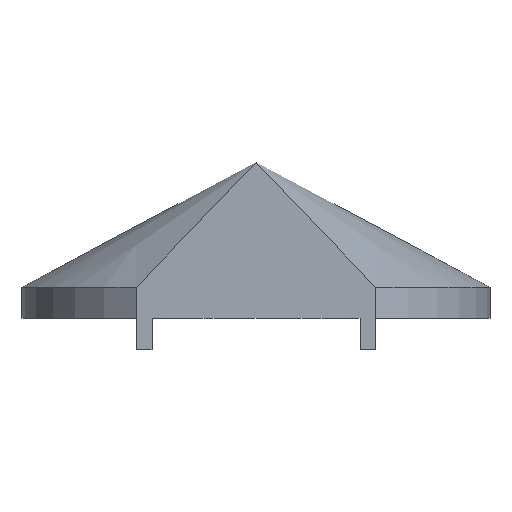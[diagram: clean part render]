
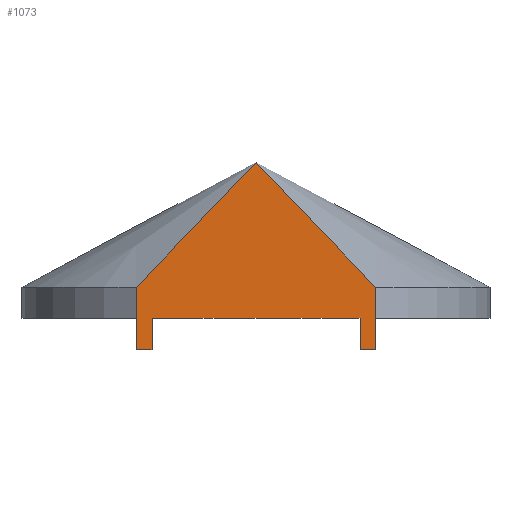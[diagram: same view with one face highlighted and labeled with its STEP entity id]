
A CAD part, front view. The second image highlights one B-rep face of the part: STEP entity #1073.
In plain terms, the highlighted planar face has unit normal (0, -1, 0).
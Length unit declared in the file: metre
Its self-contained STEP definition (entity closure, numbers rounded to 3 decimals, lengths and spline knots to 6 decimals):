
#232=ORIENTED_EDGE('',*,*,#501,.F.);
#233=ORIENTED_EDGE('',*,*,#506,.T.);
#234=ORIENTED_EDGE('',*,*,#463,.T.);
#235=ORIENTED_EDGE('',*,*,#510,.F.);
#236=ORIENTED_EDGE('',*,*,#412,.F.);
#237=ORIENTED_EDGE('',*,*,#447,.T.);
#238=ORIENTED_EDGE('',*,*,#408,.T.);
#239=ORIENTED_EDGE('',*,*,#498,.T.);
#240=ORIENTED_EDGE('',*,*,#477,.F.);
#408=EDGE_CURVE('',#555,#562,#670,.T.);
#412=EDGE_CURVE('',#566,#567,#674,.T.);
#447=EDGE_CURVE('',#566,#555,#697,.T.);
#463=EDGE_CURVE('',#612,#611,#708,.T.);
#477=EDGE_CURVE('',#623,#620,#721,.T.);
#498=EDGE_CURVE('',#562,#620,#737,.T.);
#501=EDGE_CURVE('',#635,#623,#740,.T.);
#506=EDGE_CURVE('',#635,#612,#744,.T.);
#510=EDGE_CURVE('',#567,#611,#746,.T.);
#555=VERTEX_POINT('',#1560);
#562=VERTEX_POINT('',#1573);
#566=VERTEX_POINT('',#1582);
#567=VERTEX_POINT('',#1584);
#611=VERTEX_POINT('',#1701);
#612=VERTEX_POINT('',#1703);
#620=VERTEX_POINT('',#1723);
#623=VERTEX_POINT('',#1729);
#635=VERTEX_POINT('',#1771);
#670=LINE('',#1574,#776);
#674=LINE('',#1583,#780);
#697=LINE('',#1669,#803);
#708=LINE('',#1702,#814);
#721=LINE('',#1730,#827);
#737=LINE('',#1766,#843);
#740=LINE('',#1772,#846);
#744=LINE('',#1780,#850);
#746=LINE('',#1786,#852);
#776=VECTOR('',#1247,1.);
#780=VECTOR('',#1253,1.);
#803=VECTOR('',#1304,1.);
#814=VECTOR('',#1331,1.);
#827=VECTOR('',#1350,1.);
#843=VECTOR('',#1386,1.);
#846=VECTOR('',#1391,1.);
#850=VECTOR('',#1401,1.);
#852=VECTOR('',#1411,1.);
#895=EDGE_LOOP('',(#232,#233,#234,#235,#236,#237,#238,#239,#240));
#964=FACE_BOUND('',#895,.T.);
#1036=PLANE('',#1171);
#1073=ADVANCED_FACE('',(#964),#1036,.T.);
#1171=AXIS2_PLACEMENT_3D('',#1787,#1412,#1413);
#1247=DIRECTION('',(0.,0.,-1.));
#1253=DIRECTION('',(0.,0.,-1.));
#1304=DIRECTION('',(1.,0.,0.));
#1331=DIRECTION('',(0.,0.,-1.));
#1350=DIRECTION('',(0.,0.,-1.));
#1386=DIRECTION('',(1.,0.,0.));
#1391=DIRECTION('',(0.692,0.,-0.722));
#1401=DIRECTION('',(-0.692,0.,-0.722));
#1411=DIRECTION('',(-1.,0.,0.));
#1412=DIRECTION('',(0.,-1.,0.));
#1413=DIRECTION('',(1.,0.,0.));
#1560=CARTESIAN_POINT('',(0.01,-0.085,0.003));
#1573=CARTESIAN_POINT('',(0.01,-0.085,0.));
#1574=CARTESIAN_POINT('',(0.01,-0.085,0.0015));
#1582=CARTESIAN_POINT('',(-0.01,-0.085,0.003));
#1583=CARTESIAN_POINT('',(-0.01,-0.085,0.0015));
#1584=CARTESIAN_POINT('',(-0.01,-0.085,0.));
#1669=CARTESIAN_POINT('',(0.005,-0.085,0.003));
#1701=CARTESIAN_POINT('',(-0.0115,-0.085,0.));
#1702=CARTESIAN_POINT('',(-0.0115,-0.085,0.003));
#1703=CARTESIAN_POINT('',(-0.0115,-0.085,0.006));
#1723=CARTESIAN_POINT('',(0.0115,-0.085,0.));
#1729=CARTESIAN_POINT('',(0.0115,-0.085,0.006));
#1730=CARTESIAN_POINT('',(0.0115,-0.085,0.0045));
#1766=CARTESIAN_POINT('',(0.01075,-0.085,0.));
#1771=CARTESIAN_POINT('',(0.,-0.085,0.018));
#1772=CARTESIAN_POINT('',(0.00575,-0.085,0.012));
#1780=CARTESIAN_POINT('',(-0.00575,-0.085,0.012));
#1786=CARTESIAN_POINT('',(-0.01075,-0.085,0.));
#1787=CARTESIAN_POINT('',(0.,-0.085,0.009));
